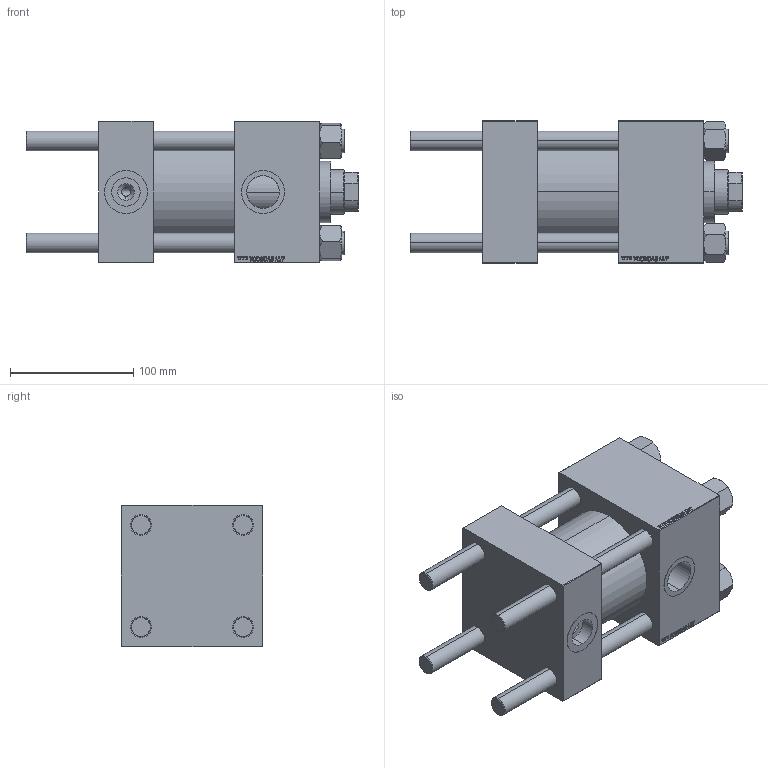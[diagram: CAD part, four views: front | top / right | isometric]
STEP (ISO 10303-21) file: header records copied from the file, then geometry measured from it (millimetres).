
FILE_DESCRIPTION (( 'STEP AP203' ), '1' );
FILE_NAME ('c1fc.STEP', '2022-04-15T13:42:11', ( '' ), ( '' ), 'SwSTEP 2.0', 'SolidWorks 2019', '' );
FILE_SCHEMA (( 'CONFIG_CONTROL_DESIGN' ));
Length unit declared in the file: millimetre
Products named in the file (6): CR025_012_A_0_G_A_G_M_020_+#_##_TYCINKA a8a3ca1095e8684845f4d3743d2eed2f; V215_VC_A a8a3ca1095e8684845f4d3743d2eed2f; V215CR_VCP a8a3ca1095e8684845f4d3743d2eed2f; c1fc; V215CR_BODY_A a8a3ca1095e8684845f4d3743d2eed2f; NUT_M5 a8a3ca1095e8684845f4d3743d2eed2f
Assembly tree (11 placements, depth 2):
  c1fc
    V215CR_BODY_A a8a3ca1095e8684845f4d3743d2eed2f
    CR025_012_A_0_G_A_G_M_020_+#_##_TYCINKA a8a3ca1095e8684845f4d3743d2eed2f  x4
    NUT_M5 a8a3ca1095e8684845f4d3743d2eed2f  x4
    V215CR_VCP a8a3ca1095e8684845f4d3743d2eed2f
    V215_VC_A a8a3ca1095e8684845f4d3743d2eed2f
Bounding box: 269 x 115 x 115 mm (x, y, z)
Volume: 1859280 mm3; surface area: 295139.9 mm2
Topology: 11 solids, 11 shells, 1187 faces, 3012 edges, 1959 vertices
Faces by surface type: plane 568, bspline 392, cone 136, cylinder 83, torus 8
Entity records: 50480 total; most frequent: CARTESIAN_POINT 27183, ORIENTED_EDGE 5288, DIRECTION 3338, EDGE_CURVE 2644, VERTEX_POINT 1737, LINE 1610, VECTOR 1610, EDGE_LOOP 1163
